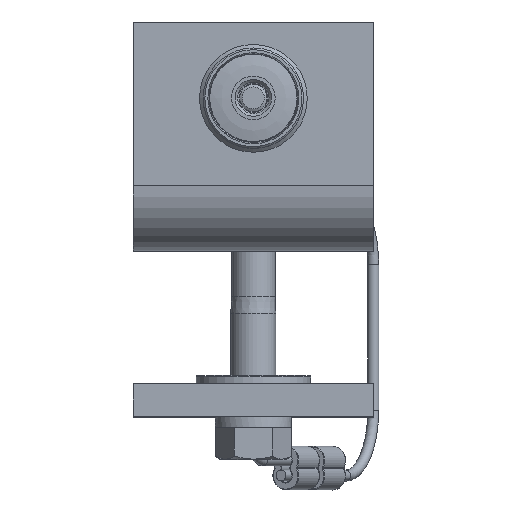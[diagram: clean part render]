
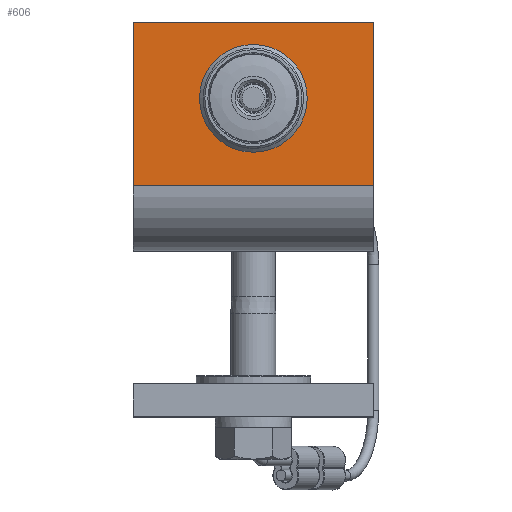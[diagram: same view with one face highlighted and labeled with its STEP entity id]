
A CAD part, top view. The second image highlights one B-rep face of the part: STEP entity #606.
In plain terms, the highlighted planar face has unit normal (0, 0, 1).
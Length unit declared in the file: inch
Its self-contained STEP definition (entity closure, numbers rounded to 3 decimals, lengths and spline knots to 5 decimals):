
#303=CARTESIAN_POINT('',(0.58,1.75,0.0));
#304=VERTEX_POINT('',#303);
#305=CARTESIAN_POINT('',(0.0,1.75,0.0));
#306=DIRECTION('',(0.0,0.0,-1.0));
#307=DIRECTION('',(1.0,0.0,0.0));
#308=AXIS2_PLACEMENT_3D('',#305,#306,#307);
#309=CIRCLE('',#308,0.58);
#310=EDGE_CURVE('',#304,#304,#309,.T.);
#320=CARTESIAN_POINT('',(-1.375,0.75,0.0));
#321=VERTEX_POINT('',#320);
#331=CARTESIAN_POINT('',(-1.375,2.625,0.0));
#332=VERTEX_POINT('',#331);
#333=CARTESIAN_POINT('',(-1.375,2.625,0.0));
#334=DIRECTION('',(0.0,-1.0,0.0));
#335=VECTOR('',#334,1.875);
#336=LINE('',#333,#335);
#337=EDGE_CURVE('',#332,#321,#336,.T.);
#394=CARTESIAN_POINT('',(1.375,2.625,0.0));
#395=VERTEX_POINT('',#394);
#411=CARTESIAN_POINT('',(1.375,2.625,0.0));
#412=DIRECTION('',(-1.0,0.0,0.0));
#413=VECTOR('',#412,2.75);
#414=LINE('',#411,#413);
#415=EDGE_CURVE('',#395,#332,#414,.T.);
#567=CARTESIAN_POINT('',(1.375,0.75,0.0));
#568=VERTEX_POINT('',#567);
#576=CARTESIAN_POINT('',(-1.375,0.75,0.0));
#577=DIRECTION('',(1.0,0.0,0.0));
#578=VECTOR('',#577,2.75);
#579=LINE('',#576,#578);
#580=EDGE_CURVE('',#321,#568,#579,.T.);
#587=CARTESIAN_POINT('',(0.0,0.75,0.0));
#588=DIRECTION('',(0.0,0.0,1.0));
#589=DIRECTION('',(1.0,0.0,0.0));
#590=AXIS2_PLACEMENT_3D('',#587,#588,#589);
#591=PLANE('',#590);
#592=CARTESIAN_POINT('',(1.375,0.75,0.0));
#593=DIRECTION('',(0.0,1.0,0.0));
#594=VECTOR('',#593,1.875);
#595=LINE('',#592,#594);
#596=EDGE_CURVE('',#568,#395,#595,.T.);
#597=ORIENTED_EDGE('',*,*,#596,.T.);
#598=ORIENTED_EDGE('',*,*,#415,.T.);
#599=ORIENTED_EDGE('',*,*,#337,.T.);
#600=ORIENTED_EDGE('',*,*,#580,.T.);
#601=EDGE_LOOP('',(#597,#598,#599,#600));
#602=FACE_OUTER_BOUND('',#601,.T.);
#603=ORIENTED_EDGE('',*,*,#310,.T.);
#604=EDGE_LOOP('',(#603));
#605=FACE_BOUND('',#604,.T.);
#606=ADVANCED_FACE('',(#602,#605),#591,.T.);
